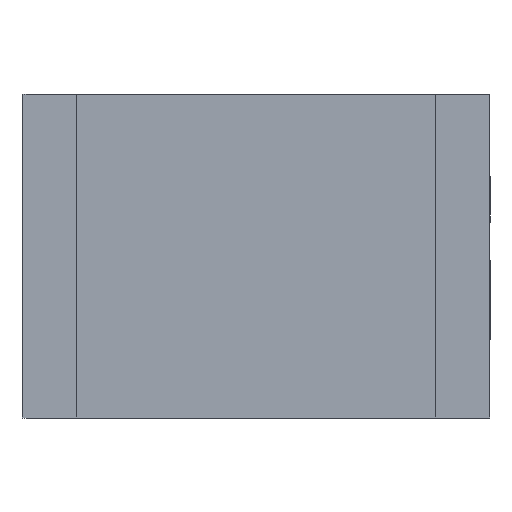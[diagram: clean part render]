
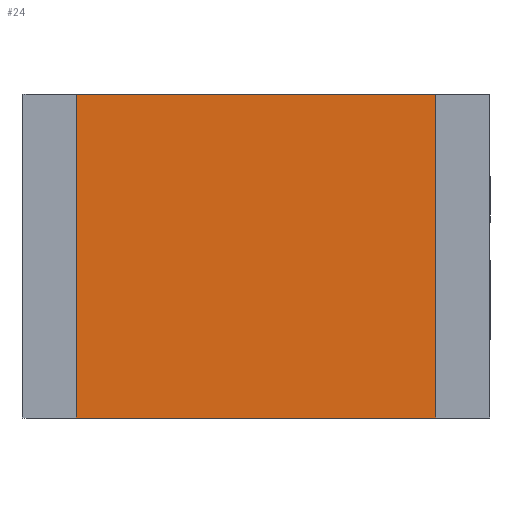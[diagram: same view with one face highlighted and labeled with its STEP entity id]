
A CAD part, front view. The second image highlights one B-rep face of the part: STEP entity #24.
In plain terms, the highlighted free-form (B-spline) face has degree [2, 1] with [3, 2] control points.
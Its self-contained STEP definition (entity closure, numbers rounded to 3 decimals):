
#24=ADVANCED_FACE('',(#40),#274,.T.);
#40=FACE_OUTER_BOUND('',#58,.T.);
#58=EDGE_LOOP('',(#95,#96,#97,#98));
#95=ORIENTED_EDGE('',*,*,#171,.T.);
#96=ORIENTED_EDGE('',*,*,#172,.T.);
#97=ORIENTED_EDGE('',*,*,#173,.F.);
#98=ORIENTED_EDGE('',*,*,#169,.F.);
#169=EDGE_CURVE('',#249,#250,#211,.T.);
#171=EDGE_CURVE('',#249,#251,#213,.T.);
#172=EDGE_CURVE('',#251,#252,#214,.T.);
#173=EDGE_CURVE('',#250,#252,#215,.T.);
#211=(
BOUNDED_CURVE()
B_SPLINE_CURVE(1,(#480,#481),.UNSPECIFIED.,.F.,.F.)
B_SPLINE_CURVE_WITH_KNOTS((2,2),(0.,18.),.UNSPECIFIED.)
CURVE()
GEOMETRIC_REPRESENTATION_ITEM()
RATIONAL_B_SPLINE_CURVE((1.,1.))
REPRESENTATION_ITEM('')
);
#213=(
BOUNDED_CURVE()
B_SPLINE_CURVE(2,(#485,#486,#487),.UNSPECIFIED.,.F.,.F.)
B_SPLINE_CURVE_WITH_KNOTS((3,3),(39.443,40.443),
 .UNSPECIFIED.)
CURVE()
GEOMETRIC_REPRESENTATION_ITEM()
RATIONAL_B_SPLINE_CURVE((1.,1.,1.))
REPRESENTATION_ITEM('')
);
#214=(
BOUNDED_CURVE()
B_SPLINE_CURVE(1,(#488,#489),.UNSPECIFIED.,.F.,.F.)
B_SPLINE_CURVE_WITH_KNOTS((2,2),(0.,18.),.UNSPECIFIED.)
CURVE()
GEOMETRIC_REPRESENTATION_ITEM()
RATIONAL_B_SPLINE_CURVE((1.,1.))
REPRESENTATION_ITEM('')
);
#215=(
BOUNDED_CURVE()
B_SPLINE_CURVE(2,(#490,#491,#492),.UNSPECIFIED.,.F.,.F.)
B_SPLINE_CURVE_WITH_KNOTS((3,3),(39.443,40.443),
 .UNSPECIFIED.)
CURVE()
GEOMETRIC_REPRESENTATION_ITEM()
RATIONAL_B_SPLINE_CURVE((1.,1.,1.))
REPRESENTATION_ITEM('')
);
#249=VERTEX_POINT('',#425);
#250=VERTEX_POINT('',#426);
#251=VERTEX_POINT('',#427);
#252=VERTEX_POINT('',#428);
#274=(
BOUNDED_SURFACE()
B_SPLINE_SURFACE(2,1,((#343,#344),(#345,#346),(#347,#348)),
 .UNSPECIFIED.,.F.,.F.,.F.)
B_SPLINE_SURFACE_WITH_KNOTS((3,3),(2,2),(39.443,40.443),
(0.,18.),.UNSPECIFIED.)
GEOMETRIC_REPRESENTATION_ITEM()
RATIONAL_B_SPLINE_SURFACE(((1.,1.),(1.,1.),(1.,1.)))
REPRESENTATION_ITEM('')
SURFACE()
);
#343=CARTESIAN_POINT('',(3.,29.021,0.));
#344=CARTESIAN_POINT('',(3.,29.021,18.));
#345=CARTESIAN_POINT('',(13.,29.021,0.));
#346=CARTESIAN_POINT('',(13.,29.021,18.));
#347=CARTESIAN_POINT('',(23.,29.021,0.));
#348=CARTESIAN_POINT('',(23.,29.021,18.));
#425=CARTESIAN_POINT('',(3.,29.021,0.));
#426=CARTESIAN_POINT('',(3.,29.021,18.));
#427=CARTESIAN_POINT('',(23.,29.021,0.));
#428=CARTESIAN_POINT('',(23.,29.021,18.));
#480=CARTESIAN_POINT('',(3.,29.021,0.));
#481=CARTESIAN_POINT('',(3.,29.021,18.));
#485=CARTESIAN_POINT('',(3.,29.021,0.));
#486=CARTESIAN_POINT('',(13.,29.021,0.));
#487=CARTESIAN_POINT('',(23.,29.021,0.));
#488=CARTESIAN_POINT('',(23.,29.021,0.));
#489=CARTESIAN_POINT('',(23.,29.021,18.));
#490=CARTESIAN_POINT('',(3.,29.021,18.));
#491=CARTESIAN_POINT('',(13.,29.021,18.));
#492=CARTESIAN_POINT('',(23.,29.021,18.));
